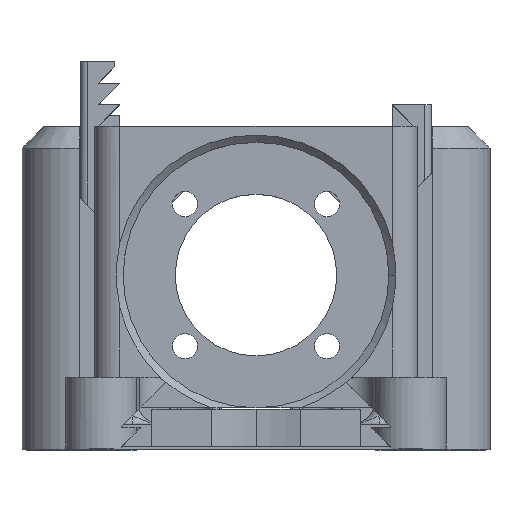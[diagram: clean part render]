
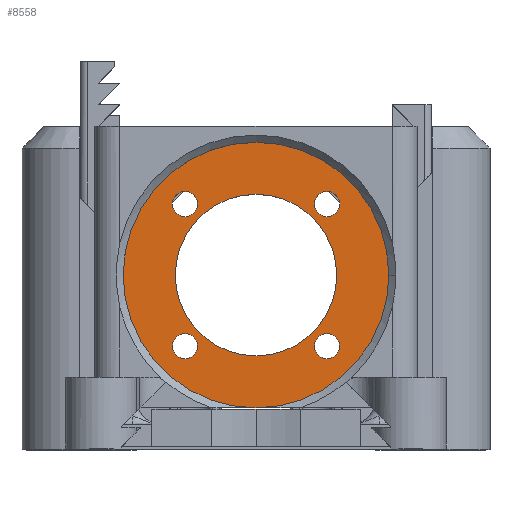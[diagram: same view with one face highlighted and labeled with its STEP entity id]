
A CAD part, top view. The second image highlights one B-rep face of the part: STEP entity #8558.
In plain terms, the highlighted planar face has unit normal (0, 0, 1).
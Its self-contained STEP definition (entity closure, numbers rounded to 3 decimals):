
#156=FACE_BOUND('',#1588,.T.);
#157=FACE_BOUND('',#1589,.T.);
#158=FACE_BOUND('',#1590,.T.);
#159=FACE_BOUND('',#1591,.T.);
#160=FACE_BOUND('',#1592,.T.);
#633=CIRCLE('',#9358,18.5);
#634=CIRCLE('',#9360,1.75);
#636=CIRCLE('',#9363,1.75);
#638=CIRCLE('',#9366,1.75);
#640=CIRCLE('',#9369,1.75);
#642=CIRCLE('',#9372,11.25);
#1110=FACE_OUTER_BOUND('',#1587,.T.);
#1587=EDGE_LOOP('',(#7689));
#1588=EDGE_LOOP('',(#7690));
#1589=EDGE_LOOP('',(#7691));
#1590=EDGE_LOOP('',(#7692));
#1591=EDGE_LOOP('',(#7693));
#1592=EDGE_LOOP('',(#7694));
#3562=VERTEX_POINT('',#12885);
#4099=VERTEX_POINT('',#15018);
#4101=VERTEX_POINT('',#15024);
#4103=VERTEX_POINT('',#15030);
#4105=VERTEX_POINT('',#15036);
#4107=VERTEX_POINT('',#15042);
#5323=EDGE_CURVE('',#3562,#3562,#633,.T.);
#5324=EDGE_CURVE('',#4099,#4099,#634,.T.);
#5327=EDGE_CURVE('',#4101,#4101,#636,.T.);
#5330=EDGE_CURVE('',#4103,#4103,#638,.T.);
#5333=EDGE_CURVE('',#4105,#4105,#640,.T.);
#5336=EDGE_CURVE('',#4107,#4107,#642,.T.);
#7689=ORIENTED_EDGE('',*,*,#5323,.F.);
#7690=ORIENTED_EDGE('',*,*,#5324,.T.);
#7691=ORIENTED_EDGE('',*,*,#5327,.T.);
#7692=ORIENTED_EDGE('',*,*,#5330,.T.);
#7693=ORIENTED_EDGE('',*,*,#5333,.T.);
#7694=ORIENTED_EDGE('',*,*,#5336,.F.);
#8120=PLANE('',#9371);
#8558=ADVANCED_FACE('',(#1110,#156,#157,#158,#159,#160),#8120,.T.);
#9358=AXIS2_PLACEMENT_3D('',#15016,#11663,#11664);
#9360=AXIS2_PLACEMENT_3D('',#15019,#11667,#11668);
#9363=AXIS2_PLACEMENT_3D('',#15025,#11674,#11675);
#9366=AXIS2_PLACEMENT_3D('',#15031,#11681,#11682);
#9369=AXIS2_PLACEMENT_3D('',#15037,#11688,#11689);
#9371=AXIS2_PLACEMENT_3D('',#15041,#11693,#11694);
#9372=AXIS2_PLACEMENT_3D('',#15043,#11695,#11696);
#11663=DIRECTION('center_axis',(0.,0.,-1.));
#11664=DIRECTION('ref_axis',(-1.,0.,0.));
#11667=DIRECTION('center_axis',(0.,0.,-1.));
#11668=DIRECTION('ref_axis',(-1.,0.,0.));
#11674=DIRECTION('center_axis',(0.,0.,-1.));
#11675=DIRECTION('ref_axis',(-1.,0.,0.));
#11681=DIRECTION('center_axis',(0.,0.,-1.));
#11682=DIRECTION('ref_axis',(-1.,0.,0.));
#11688=DIRECTION('center_axis',(0.,0.,-1.));
#11689=DIRECTION('ref_axis',(-1.,0.,0.));
#11693=DIRECTION('center_axis',(0.,0.,1.));
#11694=DIRECTION('ref_axis',(-1.,0.,0.));
#11695=DIRECTION('center_axis',(0.,0.,1.));
#11696=DIRECTION('ref_axis',(-1.,0.,0.));
#12885=CARTESIAN_POINT('',(0.,5.75,32.399));
#15016=CARTESIAN_POINT('Origin',(0.,24.25,32.399));
#15018=CARTESIAN_POINT('',(-8.15,34.15,32.399));
#15019=CARTESIAN_POINT('Origin',(-9.9,34.15,32.399));
#15024=CARTESIAN_POINT('',(-8.15,14.35,32.399));
#15025=CARTESIAN_POINT('Origin',(-9.9,14.35,32.399));
#15030=CARTESIAN_POINT('',(11.65,34.15,32.399));
#15031=CARTESIAN_POINT('Origin',(9.9,34.15,32.399));
#15036=CARTESIAN_POINT('',(11.65,14.35,32.399));
#15037=CARTESIAN_POINT('Origin',(9.9,14.35,32.399));
#15041=CARTESIAN_POINT('Origin',(0.,24.25,32.399));
#15042=CARTESIAN_POINT('',(11.25,24.25,32.399));
#15043=CARTESIAN_POINT('Origin',(0.,24.25,32.399));
